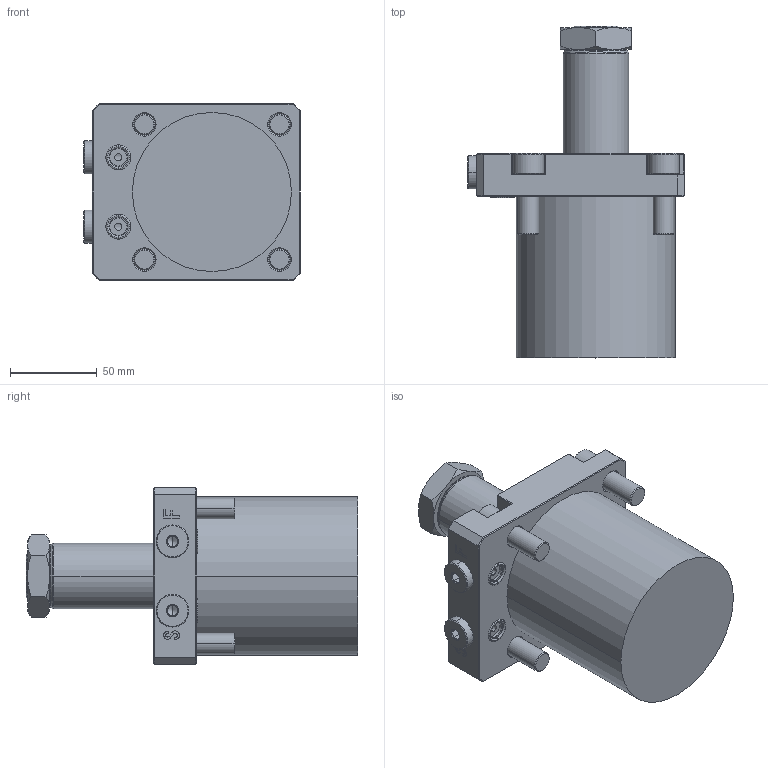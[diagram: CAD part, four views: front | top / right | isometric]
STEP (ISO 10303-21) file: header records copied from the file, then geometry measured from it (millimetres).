
FILE_DESCRIPTION (( 'STEP AP214' ), '1' );
FILE_NAME ('MVI-FS633830-45D.step', '2023-11-02T19:18:37', ( '' ), ( '' ), 'SwSTEP 2.0', 'SolidWorks 2020', '' );
FILE_SCHEMA (( 'AUTOMOTIVE_DESIGN' ));
Length unit declared in the file: millimetre
Products named in the file (1): MVI-FS633830-45D
Bounding box: 125 x 191.5 x 102 mm (x, y, z)
Volume: 912596.7 mm3; surface area: 109070.2 mm2
Topology: 9 solids, 11 shells, 471 faces, 1087 edges, 669 vertices
Faces by surface type: plane 206, cylinder 110, cone 81, torus 40, bspline 34
Entity records: 16124 total; most frequent: CARTESIAN_POINT 4336, DIRECTION 2202, ORIENTED_EDGE 2158, EDGE_CURVE 1079, AXIS2_PLACEMENT_3D 797, VERTEX_POINT 669, LINE 608, VECTOR 608
